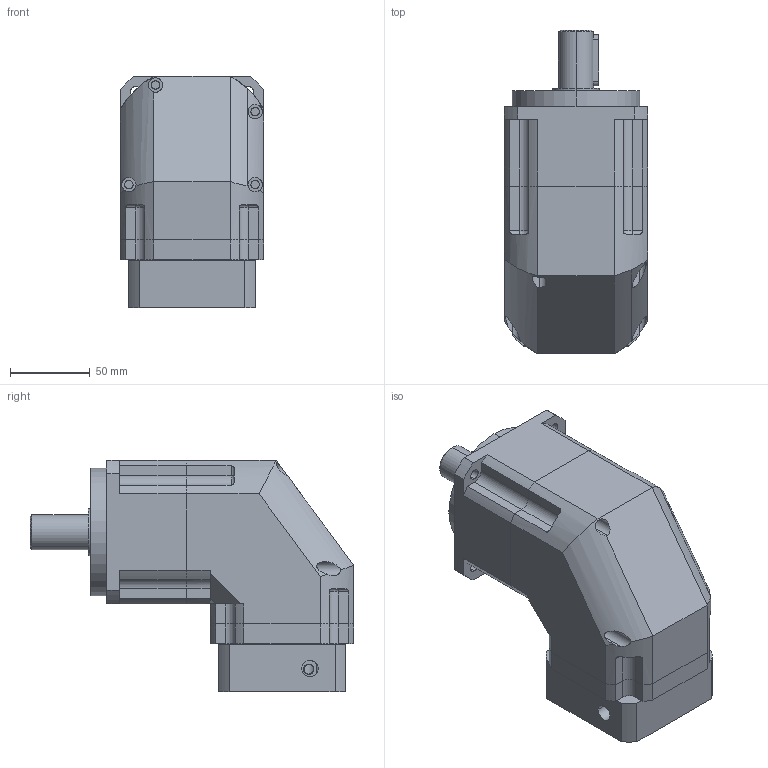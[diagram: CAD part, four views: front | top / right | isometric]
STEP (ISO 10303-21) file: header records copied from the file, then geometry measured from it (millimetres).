
FILE_DESCRIPTION (( 'STEP AP203' ), '1' );
FILE_NAME ('WABR090-L1(19-41-70-90-M6).STEP', '2018-08-29T07:33:56', ( 'chuigong' ), ( '' ), 'SwSTEP 2.0', 'SolidWorks 2016', '' );
FILE_SCHEMA (( 'CONFIG_CONTROL_DESIGN' ));
Length unit declared in the file: millimetre
Products named in the file (4): 俴陎楊擘-WAB090-L1; 俴陎菁釱-WAB090-DZ(750W)-(19-41-70-90-M6); WABR090眊极; WABR090-L1(19-41-70-90-M6)
Assembly tree (3 placements, depth 2):
  WABR090-L1(19-41-70-90-M6)
    俴陎楊擘-WAB090-L1
    俴陎菁釱-WAB090-DZ(750W)-(19-41-70-90-M6)
    WABR090眊极
Bounding box: 90 x 203 x 145 mm (x, y, z)
Volume: 1080426 mm3; surface area: 178263.5 mm2
Topology: 6 solids, 6 shells, 562 faces, 1672 edges, 1050 vertices
Faces by surface type: cylinder 253, cone 166, plane 139, bspline 4
Entity records: 21608 total; most frequent: CARTESIAN_POINT 5781, DIRECTION 3296, ORIENTED_EDGE 3284, EDGE_CURVE 1642, AXIS2_PLACEMENT_3D 1314, VERTEX_POINT 1050, CIRCLE 750, EDGE_LOOP 708
